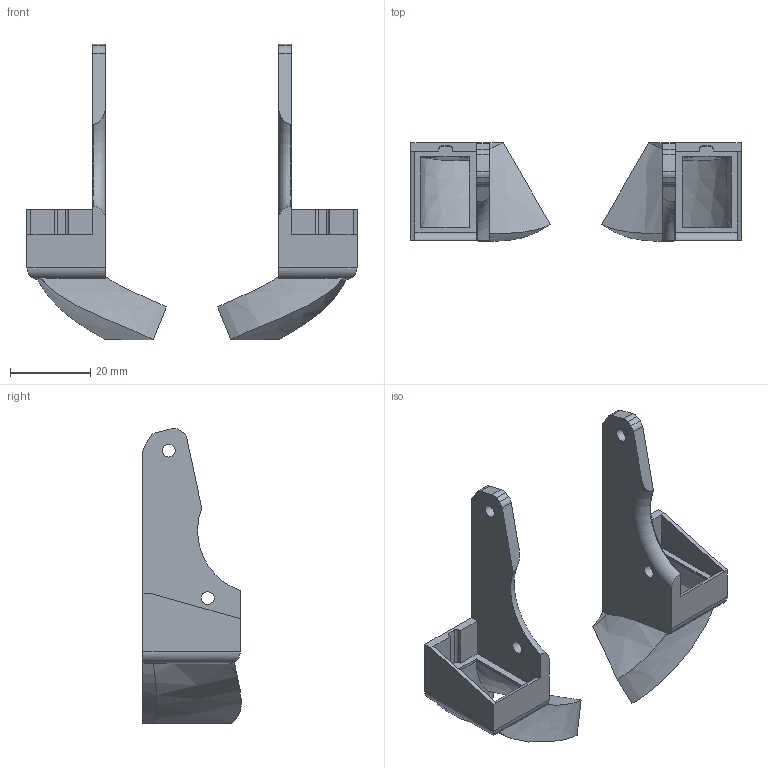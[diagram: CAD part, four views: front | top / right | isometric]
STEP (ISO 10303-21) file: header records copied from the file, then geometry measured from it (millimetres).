
FILE_DESCRIPTION(/* description */ ('STEP AP242','CAx-IF Rec.Pracs.---Representation and Presentation of Product Manufacturing Information (PMI)---4.0---2014-10-13','CAx-IF Rec.Pracs.---3D Tessellated Geometry---0.4---2014-09-14','2;1'),/* implementation_level */ '2;1');
FILE_NAME(/* name */ '67e86c967f19236a78f36a19',/* time_stamp */ '2025-03-29T21:56:38Z',/* author */ (''),/* organization */ (''),/* preprocessor_version */ 'ST-DEVELOPER v20',/* originating_system */ 'ONSHAPE BY PTC INC, 1.195',/* authorisation */ ' ');
FILE_SCHEMA (('AP242_MANAGED_MODEL_BASED_3D_ENGINEERING_MIM_LF { 1 0 10303 442 1 1 4 }'));
Length unit declared in the file: metre
Products named in the file (2): 5015 Left Duct; 5015 Right Duct
Bounding box: 82.4 x 24.74 x 73.72 mm (x, y, z)
Volume: 13554.5 mm3; surface area: 13237.6 mm2
Topology: 2 solids, 2 shells, 98 faces, 266 edges, 172 vertices
Faces by surface type: plane 52, cylinder 24, bspline 20, torus 2
Full cylindrical faces by diameter (mm): 3.2 x4
Entity records: 4351 total; most frequent: CARTESIAN_POINT 1988, ORIENTED_EDGE 524, DIRECTION 398, EDGE_CURVE 262, VERTEX_POINT 172, LINE 142, VECTOR 142, AXIS2_PLACEMENT_3D 128
